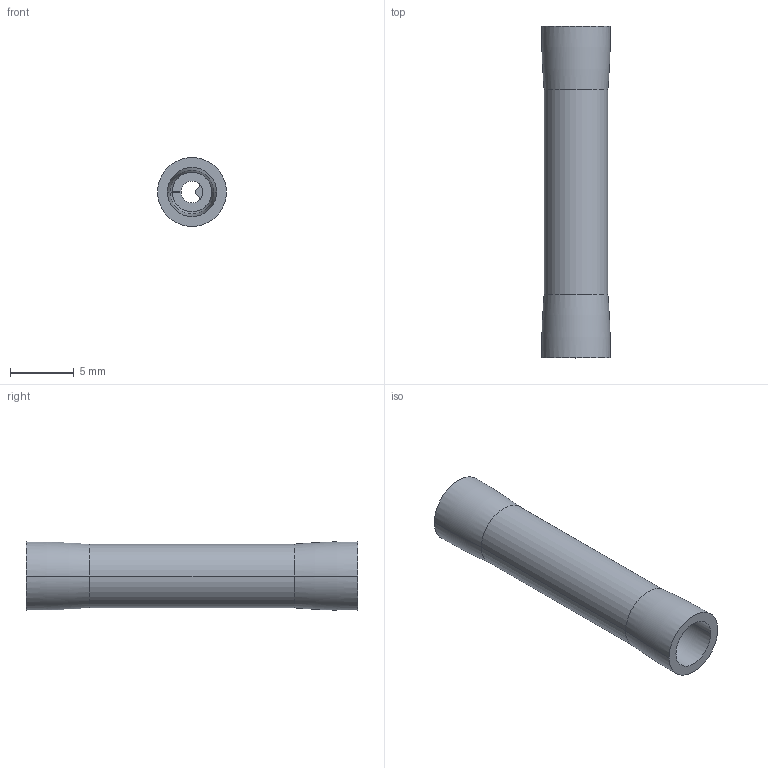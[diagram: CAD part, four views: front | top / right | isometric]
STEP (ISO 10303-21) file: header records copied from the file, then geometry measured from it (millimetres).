
FILE_DESCRIPTION (( 'STEP AP214' ), '1' );
FILE_NAME ('V70SV004001.step', '2017-09-28T13:32:28', ( '' ), ( '' ), 'SwSTEP 2.0', 'SolidWorks 2017', '' );
FILE_SCHEMA (( 'AUTOMOTIVE_DESIGN' ));
Length unit declared in the file: millimetre
Products named in the file (1): V70SV004001
Bounding box: 5.4 x 26 x 5.4 mm (x, y, z)
Volume: 379.8 mm3; surface area: 977.1 mm2
Topology: 2 solids, 2 shells, 41 faces, 97 edges, 58 vertices
Faces by surface type: plane 18, cylinder 11, torus 8, cone 4
Entity records: 1430 total; most frequent: DIRECTION 227, CARTESIAN_POINT 197, ORIENTED_EDGE 194, EDGE_CURVE 97, AXIS2_PLACEMENT_3D 88, VERTEX_POINT 58, LINE 51, VECTOR 51
